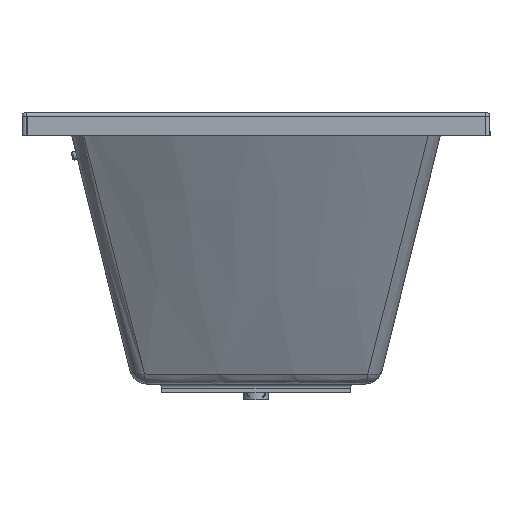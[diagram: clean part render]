
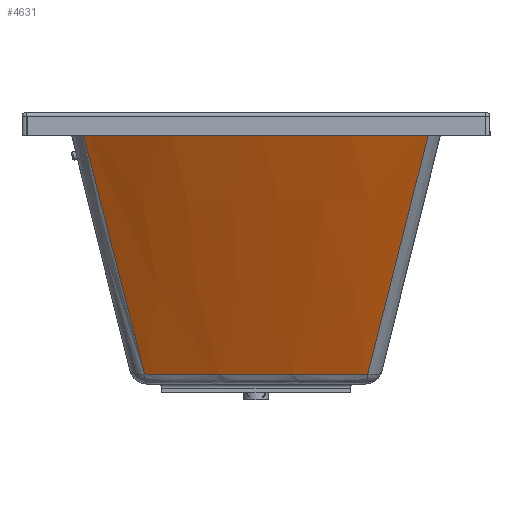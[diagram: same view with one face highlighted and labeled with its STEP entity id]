
A CAD part, left-side view. The second image highlights one B-rep face of the part: STEP entity #4631.
In plain terms, the highlighted free-form (B-spline) face has degree [3, 3] with [10, 4] control points.
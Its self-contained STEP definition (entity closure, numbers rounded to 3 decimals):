
#1513=CARTESIAN_POINT('',(-107.733,-558.631,0.));
#1514=VERTEX_POINT('',#1513);
#1551=CARTESIAN_POINT('',(-102.051,50.393,0.));
#1552=VERTEX_POINT('',#1551);
#3579=CARTESIAN_POINT('',(998.821,-264.416,0.0));
#3580=DIRECTION('',(0.0,0.0,1.0));
#3581=DIRECTION('',(-0.956,0.293,0.0));
#3582=AXIS2_PLACEMENT_3D('',#3579,#3580,#3581);
#3583=CIRCLE('',#3582,1145.);
#3584=EDGE_CURVE('',#1552,#1514,#3583,.T.);
#4485=CARTESIAN_POINT('',(90.076,-63.693,-447.695));
#4486=VERTEX_POINT('',#4485);
#4494=CARTESIAN_POINT('',(90.076,-63.693,-447.695));
#4495=CARTESIAN_POINT('',(76.249,-55.431,-415.743));
#4496=CARTESIAN_POINT('',(48.659,-38.971,-351.801));
#4497=CARTESIAN_POINT('',(7.405,-14.429,-255.81));
#4498=CARTESIAN_POINT('',(-42.849,15.388,-138.556));
#4499=CARTESIAN_POINT('',(-79.305,36.956,-53.267));
#4500=CARTESIAN_POINT('',(-102.051,50.393,0.));
#4501=B_SPLINE_CURVE_WITH_KNOTS('',3,(#4494,#4495,#4496,#4497,#4498,#4499,#4500),.UNSPECIFIED.,.F.,.U.,(4,1,1,1,4),(-50.021,-39.292,-28.563,-17.835,0.),.UNSPECIFIED.);
#4502=EDGE_CURVE('',#4486,#1552,#4501,.T.);
#4560=CARTESIAN_POINT('',(91.955,-53.829,-448.374));
#4561=CARTESIAN_POINT('',(88.888,-72.744,-448.374));
#4562=CARTESIAN_POINT('',(83.62,-110.719,-448.374));
#4563=CARTESIAN_POINT('',(78.33,-167.991,-448.374));
#4564=CARTESIAN_POINT('',(75.664,-225.451,-448.374));
#4565=CARTESIAN_POINT('',(75.63,-282.976,-448.374));
#4566=CARTESIAN_POINT('',(78.227,-340.441,-448.374));
#4567=CARTESIAN_POINT('',(83.449,-397.723,-448.374));
#4568=CARTESIAN_POINT('',(88.673,-435.707,-448.374));
#4569=CARTESIAN_POINT('',(91.717,-454.628,-448.374));
#4570=CARTESIAN_POINT('',(27.287,-19.085,-298.916));
#4571=CARTESIAN_POINT('',(22.552,-41.103,-298.916));
#4572=CARTESIAN_POINT('',(14.383,-85.443,-298.916));
#4573=CARTESIAN_POINT('',(6.084,-152.613,-298.916));
#4574=CARTESIAN_POINT('',(1.776,-220.189,-298.916));
#4575=CARTESIAN_POINT('',(1.479,-287.916,-298.916));
#4576=CARTESIAN_POINT('',(5.194,-355.537,-298.916));
#4577=CARTESIAN_POINT('',(12.906,-422.797,-298.916));
#4578=CARTESIAN_POINT('',(20.69,-467.228,-298.916));
#4579=CARTESIAN_POINT('',(25.234,-489.299,-298.916));
#4580=CARTESIAN_POINT('',(-37.38,15.66,-149.458));
#4581=CARTESIAN_POINT('',(-43.784,-9.462,-149.458));
#4582=CARTESIAN_POINT('',(-54.854,-60.168,-149.458));
#4583=CARTESIAN_POINT('',(-66.162,-137.235,-149.458));
#4584=CARTESIAN_POINT('',(-72.112,-214.927,-149.458));
#4585=CARTESIAN_POINT('',(-72.672,-292.856,-149.458));
#4586=CARTESIAN_POINT('',(-67.838,-370.634,-149.458));
#4587=CARTESIAN_POINT('',(-57.636,-447.872,-149.458));
#4588=CARTESIAN_POINT('',(-47.292,-498.748,-149.458));
#4589=CARTESIAN_POINT('',(-41.248,-523.969,-149.458));
#4590=CARTESIAN_POINT('',(-102.048,50.404,0.0));
#4591=CARTESIAN_POINT('',(-110.12,22.179,0.0));
#4592=CARTESIAN_POINT('',(-124.091,-34.892,0.0));
#4593=CARTESIAN_POINT('',(-138.408,-121.857,0.0));
#4594=CARTESIAN_POINT('',(-146.,-209.665,0.0));
#4595=CARTESIAN_POINT('',(-146.822,-297.796,0.0));
#4596=CARTESIAN_POINT('',(-140.87,-385.73,0.0));
#4597=CARTESIAN_POINT('',(-128.178,-472.947,0.0));
#4598=CARTESIAN_POINT('',(-115.274,-530.269,0.0));
#4599=CARTESIAN_POINT('',(-107.731,-558.64,0.0));
#4600=B_SPLINE_SURFACE_WITH_KNOTS('',3,3,((#4560,#4570,#4580,#4590),(#4561,#4571,#4581,#4591),(#4562,#4572,#4582,#4592),(#4563,#4573,#4583,#4593),(#4564,#4574,#4584,#4594),(#4565,#4575,#4585,#4595),(#4566,#4576,#4586,#4596),(#4567,#4577,#4587,#4597),(#4568,#4578,#4588,#4598),(#4569,#4579,#4589,#4599)),.UNSPECIFIED.,.F.,.F.,.U.,(4,1,1,1,1,1,1,4),(4,4),(0.032,0.166,0.299,0.433,0.567,0.7,0.834,0.967),(0.036,1.0),.UNSPECIFIED.);
#4601=ORIENTED_EDGE('',*,*,#4502,.F.);
#4602=CARTESIAN_POINT('',(89.99,-444.958,-447.941));
#4603=VERTEX_POINT('',#4602);
#4604=CARTESIAN_POINT('',(89.99,-444.958,-447.941));
#4605=CARTESIAN_POINT('',(84.561,-408.956,-448.104));
#4606=CARTESIAN_POINT('',(78.722,-354.51,-448.267));
#4607=CARTESIAN_POINT('',(76.007,-290.732,-448.319));
#4608=CARTESIAN_POINT('',(75.673,-258.846,-448.31));
#4609=CARTESIAN_POINT('',(75.775,-240.635,-448.296));
#4610=CARTESIAN_POINT('',(76.071,-222.436,-448.274));
#4611=CARTESIAN_POINT('',(76.806,-199.684,-448.235));
#4612=CARTESIAN_POINT('',(78.761,-163.291,-448.147));
#4613=CARTESIAN_POINT('',(82.668,-117.869,-447.985));
#4614=CARTESIAN_POINT('',(87.349,-81.706,-447.801));
#4615=CARTESIAN_POINT('',(90.076,-63.693,-447.695));
#4616=B_SPLINE_CURVE_WITH_KNOTS('',3,(#4604,#4605,#4606,#4607,#4608,#4609,#4610,#4611,#4612,#4613,#4614,#4615),.UNSPECIFIED.,.F.,.U.,(4,1,1,1,1,1,1,1,1,4),(-39.748,-29.061,-23.718,-21.046,-19.71,-18.374,-15.702,-13.031,-7.687,-2.344),.UNSPECIFIED.);
#4617=EDGE_CURVE('',#4603,#4486,#4616,.T.);
#4618=ORIENTED_EDGE('',*,*,#4617,.F.);
#4619=CARTESIAN_POINT('',(-107.733,-558.631,0.));
#4620=CARTESIAN_POINT('',(-79.605,-542.532,-63.985));
#4621=CARTESIAN_POINT('',(-32.656,-515.621,-170.677));
#4622=CARTESIAN_POINT('',(33.246,-477.721,-319.99));
#4623=CARTESIAN_POINT('',(71.045,-455.91,-405.308));
#4624=CARTESIAN_POINT('',(89.99,-444.958,-447.941));
#4625=B_SPLINE_CURVE_WITH_KNOTS('',3,(#4619,#4620,#4621,#4622,#4623,#4624),.UNSPECIFIED.,.F.,.U.,(4,1,1,4),(-52.17,-30.655,-16.286,-1.917),.UNSPECIFIED.);
#4626=EDGE_CURVE('',#1514,#4603,#4625,.T.);
#4627=ORIENTED_EDGE('',*,*,#4626,.F.);
#4628=ORIENTED_EDGE('',*,*,#3584,.F.);
#4629=EDGE_LOOP('',(#4601,#4618,#4627,#4628));
#4630=FACE_OUTER_BOUND('',#4629,.T.);
#4631=ADVANCED_FACE('',(#4630),#4600,.T.);
